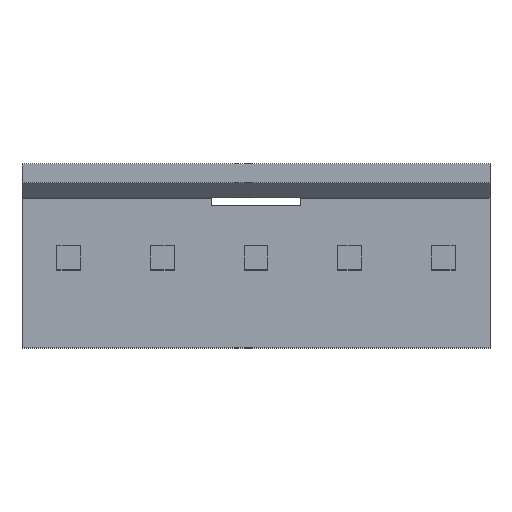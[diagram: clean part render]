
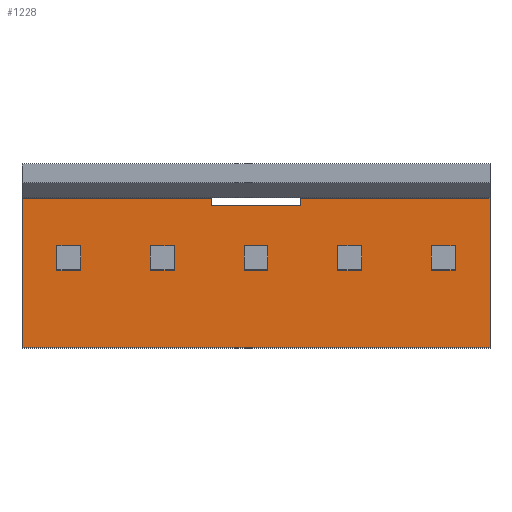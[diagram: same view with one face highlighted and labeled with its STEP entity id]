
A CAD part, top view. The second image highlights one B-rep face of the part: STEP entity #1228.
In plain terms, the highlighted planar face has unit normal (0, 0, 1).
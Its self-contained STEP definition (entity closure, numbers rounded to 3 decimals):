
#142=DIRECTION('',(0.,-1.,0.));
#143=VECTOR('',#142,4.);
#144=CARTESIAN_POINT('',(-6.25,1.6,-7.5));
#145=LINE('',#144,#143);
#310=DIRECTION('',(-1.,0.,0.));
#311=VECTOR('',#310,0.64);
#312=CARTESIAN_POINT('',(-4.68,-0.32,-7.5));
#313=LINE('',#312,#311);
#314=DIRECTION('',(0.,1.,0.));
#315=VECTOR('',#314,0.64);
#316=CARTESIAN_POINT('',(-4.68,-0.32,-7.5));
#317=LINE('',#316,#315);
#318=DIRECTION('',(-1.,0.,0.));
#319=VECTOR('',#318,0.64);
#320=CARTESIAN_POINT('',(-4.68,0.32,-7.5));
#321=LINE('',#320,#319);
#322=DIRECTION('',(0.,1.,0.));
#323=VECTOR('',#322,0.64);
#324=CARTESIAN_POINT('',(-5.32,-0.32,-7.5));
#325=LINE('',#324,#323);
#326=DIRECTION('',(-1.,0.,0.));
#327=VECTOR('',#326,0.64);
#328=CARTESIAN_POINT('',(-2.18,-0.32,-7.5));
#329=LINE('',#328,#327);
#330=DIRECTION('',(0.,1.,0.));
#331=VECTOR('',#330,0.64);
#332=CARTESIAN_POINT('',(-2.18,-0.32,-7.5));
#333=LINE('',#332,#331);
#334=DIRECTION('',(-1.,0.,0.));
#335=VECTOR('',#334,0.64);
#336=CARTESIAN_POINT('',(-2.18,0.32,-7.5));
#337=LINE('',#336,#335);
#338=DIRECTION('',(0.,1.,0.));
#339=VECTOR('',#338,0.64);
#340=CARTESIAN_POINT('',(-2.82,-0.32,-7.5));
#341=LINE('',#340,#339);
#342=DIRECTION('',(-1.,0.,0.));
#343=VECTOR('',#342,0.64);
#344=CARTESIAN_POINT('',(0.32,-0.32,-7.5));
#345=LINE('',#344,#343);
#346=DIRECTION('',(0.,1.,0.));
#347=VECTOR('',#346,0.64);
#348=CARTESIAN_POINT('',(0.32,-0.32,-7.5));
#349=LINE('',#348,#347);
#350=DIRECTION('',(-1.,0.,0.));
#351=VECTOR('',#350,0.64);
#352=CARTESIAN_POINT('',(0.32,0.32,-7.5));
#353=LINE('',#352,#351);
#354=DIRECTION('',(0.,1.,0.));
#355=VECTOR('',#354,0.64);
#356=CARTESIAN_POINT('',(-0.32,-0.32,-7.5));
#357=LINE('',#356,#355);
#358=DIRECTION('',(-1.,0.,0.));
#359=VECTOR('',#358,0.64);
#360=CARTESIAN_POINT('',(2.82,-0.32,-7.5));
#361=LINE('',#360,#359);
#362=DIRECTION('',(0.,1.,0.));
#363=VECTOR('',#362,0.64);
#364=CARTESIAN_POINT('',(2.82,-0.32,-7.5));
#365=LINE('',#364,#363);
#366=DIRECTION('',(-1.,0.,0.));
#367=VECTOR('',#366,0.64);
#368=CARTESIAN_POINT('',(2.82,0.32,-7.5));
#369=LINE('',#368,#367);
#370=DIRECTION('',(0.,1.,0.));
#371=VECTOR('',#370,0.64);
#372=CARTESIAN_POINT('',(2.18,-0.32,-7.5));
#373=LINE('',#372,#371);
#374=DIRECTION('',(-1.,0.,0.));
#375=VECTOR('',#374,0.64);
#376=CARTESIAN_POINT('',(5.32,-0.32,-7.5));
#377=LINE('',#376,#375);
#378=DIRECTION('',(0.,1.,0.));
#379=VECTOR('',#378,0.64);
#380=CARTESIAN_POINT('',(5.32,-0.32,-7.5));
#381=LINE('',#380,#379);
#382=DIRECTION('',(-1.,0.,0.));
#383=VECTOR('',#382,0.64);
#384=CARTESIAN_POINT('',(5.32,0.32,-7.5));
#385=LINE('',#384,#383);
#386=DIRECTION('',(0.,1.,0.));
#387=VECTOR('',#386,0.64);
#388=CARTESIAN_POINT('',(4.68,-0.32,-7.5));
#389=LINE('',#388,#387);
#390=DIRECTION('',(0.,-1.,0.));
#391=VECTOR('',#390,0.2);
#392=CARTESIAN_POINT('',(1.2,1.6,-7.5));
#393=LINE('',#392,#391);
#394=DIRECTION('',(1.,0.,0.));
#395=VECTOR('',#394,5.05);
#396=CARTESIAN_POINT('',(1.2,1.6,-7.5));
#397=LINE('',#396,#395);
#398=DIRECTION('',(1.,0.,0.));
#399=VECTOR('',#398,5.05);
#400=CARTESIAN_POINT('',(-6.25,1.6,-7.5));
#401=LINE('',#400,#399);
#402=DIRECTION('',(0.,-1.,0.));
#403=VECTOR('',#402,0.2);
#404=CARTESIAN_POINT('',(-1.2,1.6,-7.5));
#405=LINE('',#404,#403);
#406=DIRECTION('',(1.,0.,0.));
#407=VECTOR('',#406,2.4);
#408=CARTESIAN_POINT('',(-1.2,1.4,-7.5));
#409=LINE('',#408,#407);
#758=DIRECTION('',(0.,-1.,0.));
#759=VECTOR('',#758,4.);
#760=CARTESIAN_POINT('',(6.25,1.6,-7.5));
#761=LINE('',#760,#759);
#766=DIRECTION('',(1.,0.,0.));
#767=VECTOR('',#766,12.5);
#768=CARTESIAN_POINT('',(-6.25,-2.4,-7.5));
#769=LINE('',#768,#767);
#770=CARTESIAN_POINT('',(-6.25,1.6,-7.5));
#771=CARTESIAN_POINT('',(-6.25,-2.4,-7.5));
#772=VERTEX_POINT('',#770);
#773=VERTEX_POINT('',#771);
#778=CARTESIAN_POINT('',(6.25,1.6,-7.5));
#779=CARTESIAN_POINT('',(6.25,-2.4,-7.5));
#780=VERTEX_POINT('',#778);
#781=VERTEX_POINT('',#779);
#786=CARTESIAN_POINT('',(-4.68,-0.32,-7.5));
#787=CARTESIAN_POINT('',(-5.32,-0.32,-7.5));
#788=VERTEX_POINT('',#786);
#789=VERTEX_POINT('',#787);
#790=CARTESIAN_POINT('',(-4.68,0.32,-7.5));
#791=CARTESIAN_POINT('',(-5.32,0.32,-7.5));
#792=VERTEX_POINT('',#790);
#793=VERTEX_POINT('',#791);
#838=CARTESIAN_POINT('',(-2.18,-0.32,-7.5));
#839=CARTESIAN_POINT('',(-2.82,-0.32,-7.5));
#840=VERTEX_POINT('',#838);
#841=VERTEX_POINT('',#839);
#842=CARTESIAN_POINT('',(-2.18,0.32,-7.5));
#843=CARTESIAN_POINT('',(-2.82,0.32,-7.5));
#844=VERTEX_POINT('',#842);
#845=VERTEX_POINT('',#843);
#870=CARTESIAN_POINT('',(0.32,-0.32,-7.5));
#871=CARTESIAN_POINT('',(-0.32,-0.32,-7.5));
#872=VERTEX_POINT('',#870);
#873=VERTEX_POINT('',#871);
#874=CARTESIAN_POINT('',(0.32,0.32,-7.5));
#875=CARTESIAN_POINT('',(-0.32,0.32,-7.5));
#876=VERTEX_POINT('',#874);
#877=VERTEX_POINT('',#875);
#886=CARTESIAN_POINT('',(1.2,1.6,-7.5));
#887=CARTESIAN_POINT('',(1.2,1.4,-7.5));
#888=VERTEX_POINT('',#886);
#889=VERTEX_POINT('',#887);
#890=CARTESIAN_POINT('',(-1.2,1.4,-7.5));
#891=VERTEX_POINT('',#890);
#896=CARTESIAN_POINT('',(-1.2,1.6,-7.5));
#897=VERTEX_POINT('',#896);
#934=CARTESIAN_POINT('',(2.82,-0.32,-7.5));
#935=CARTESIAN_POINT('',(2.18,-0.32,-7.5));
#936=VERTEX_POINT('',#934);
#937=VERTEX_POINT('',#935);
#938=CARTESIAN_POINT('',(2.82,0.32,-7.5));
#939=CARTESIAN_POINT('',(2.18,0.32,-7.5));
#940=VERTEX_POINT('',#938);
#941=VERTEX_POINT('',#939);
#966=CARTESIAN_POINT('',(5.32,-0.32,-7.5));
#967=CARTESIAN_POINT('',(4.68,-0.32,-7.5));
#968=VERTEX_POINT('',#966);
#969=VERTEX_POINT('',#967);
#970=CARTESIAN_POINT('',(5.32,0.32,-7.5));
#971=CARTESIAN_POINT('',(4.68,0.32,-7.5));
#972=VERTEX_POINT('',#970);
#973=VERTEX_POINT('',#971);
#1157=CARTESIAN_POINT('',(-6.25,1.6,-7.5));
#1158=DIRECTION('',(0.,0.,1.));
#1159=DIRECTION('',(0.,-1.,0.));
#1160=AXIS2_PLACEMENT_3D('',#1157,#1158,#1159);
#1161=PLANE('',#1160);
#1163=ORIENTED_EDGE('',*,*,#1162,.F.);
#1165=ORIENTED_EDGE('',*,*,#1164,.T.);
#1167=ORIENTED_EDGE('',*,*,#1166,.T.);
#1169=ORIENTED_EDGE('',*,*,#1168,.F.);
#1170=ORIENTED_EDGE('',*,*,#991,.F.);
#1172=ORIENTED_EDGE('',*,*,#1171,.T.);
#1174=ORIENTED_EDGE('',*,*,#1173,.T.);
#1176=ORIENTED_EDGE('',*,*,#1175,.T.);
#1177=EDGE_LOOP('',(#1163,#1165,#1167,#1169,#1170,#1172,#1174,#1176));
#1178=FACE_OUTER_BOUND('',#1177,.F.);
#1180=ORIENTED_EDGE('',*,*,#1179,.F.);
#1182=ORIENTED_EDGE('',*,*,#1181,.T.);
#1184=ORIENTED_EDGE('',*,*,#1183,.T.);
#1186=ORIENTED_EDGE('',*,*,#1185,.F.);
#1187=EDGE_LOOP('',(#1180,#1182,#1184,#1186));
#1188=FACE_BOUND('',#1187,.F.);
#1190=ORIENTED_EDGE('',*,*,#1189,.F.);
#1192=ORIENTED_EDGE('',*,*,#1191,.T.);
#1194=ORIENTED_EDGE('',*,*,#1193,.T.);
#1196=ORIENTED_EDGE('',*,*,#1195,.F.);
#1197=EDGE_LOOP('',(#1190,#1192,#1194,#1196));
#1198=FACE_BOUND('',#1197,.F.);
#1200=ORIENTED_EDGE('',*,*,#1199,.F.);
#1202=ORIENTED_EDGE('',*,*,#1201,.T.);
#1204=ORIENTED_EDGE('',*,*,#1203,.T.);
#1206=ORIENTED_EDGE('',*,*,#1205,.F.);
#1207=EDGE_LOOP('',(#1200,#1202,#1204,#1206));
#1208=FACE_BOUND('',#1207,.F.);
#1210=ORIENTED_EDGE('',*,*,#1209,.F.);
#1212=ORIENTED_EDGE('',*,*,#1211,.T.);
#1214=ORIENTED_EDGE('',*,*,#1213,.T.);
#1216=ORIENTED_EDGE('',*,*,#1215,.F.);
#1217=EDGE_LOOP('',(#1210,#1212,#1214,#1216));
#1218=FACE_BOUND('',#1217,.F.);
#1219=ORIENTED_EDGE('',*,*,#1131,.F.);
#1221=ORIENTED_EDGE('',*,*,#1220,.T.);
#1223=ORIENTED_EDGE('',*,*,#1222,.T.);
#1225=ORIENTED_EDGE('',*,*,#1224,.F.);
#1226=EDGE_LOOP('',(#1219,#1221,#1223,#1225));
#1227=FACE_BOUND('',#1226,.F.);
#991=EDGE_CURVE('',#772,#773,#145,.T.);
#1131=EDGE_CURVE('',#788,#789,#313,.T.);
#1162=EDGE_CURVE('',#888,#889,#393,.T.);
#1164=EDGE_CURVE('',#888,#780,#397,.T.);
#1166=EDGE_CURVE('',#780,#781,#761,.T.);
#1168=EDGE_CURVE('',#773,#781,#769,.T.);
#1171=EDGE_CURVE('',#772,#897,#401,.T.);
#1173=EDGE_CURVE('',#897,#891,#405,.T.);
#1175=EDGE_CURVE('',#891,#889,#409,.T.);
#1179=EDGE_CURVE('',#840,#841,#329,.T.);
#1181=EDGE_CURVE('',#840,#844,#333,.T.);
#1183=EDGE_CURVE('',#844,#845,#337,.T.);
#1185=EDGE_CURVE('',#841,#845,#341,.T.);
#1189=EDGE_CURVE('',#872,#873,#345,.T.);
#1191=EDGE_CURVE('',#872,#876,#349,.T.);
#1193=EDGE_CURVE('',#876,#877,#353,.T.);
#1195=EDGE_CURVE('',#873,#877,#357,.T.);
#1199=EDGE_CURVE('',#936,#937,#361,.T.);
#1201=EDGE_CURVE('',#936,#940,#365,.T.);
#1203=EDGE_CURVE('',#940,#941,#369,.T.);
#1205=EDGE_CURVE('',#937,#941,#373,.T.);
#1209=EDGE_CURVE('',#968,#969,#377,.T.);
#1211=EDGE_CURVE('',#968,#972,#381,.T.);
#1213=EDGE_CURVE('',#972,#973,#385,.T.);
#1215=EDGE_CURVE('',#969,#973,#389,.T.);
#1220=EDGE_CURVE('',#788,#792,#317,.T.);
#1222=EDGE_CURVE('',#792,#793,#321,.T.);
#1224=EDGE_CURVE('',#789,#793,#325,.T.);
#1228=ADVANCED_FACE('',(#1178,#1188,#1198,#1208,#1218,#1227),#1161,.T.);
